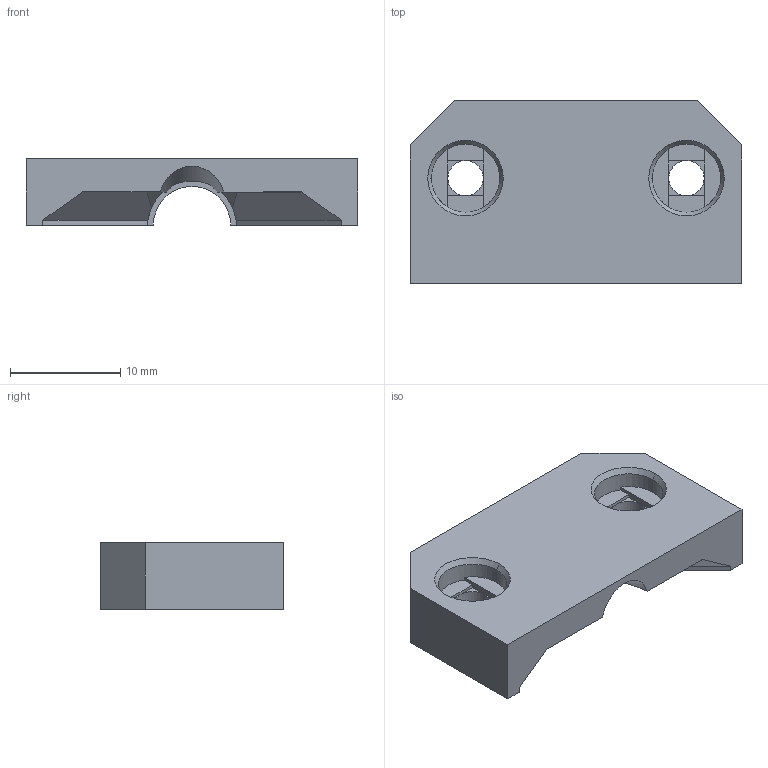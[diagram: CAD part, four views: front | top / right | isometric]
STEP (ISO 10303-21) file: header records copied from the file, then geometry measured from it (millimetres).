
FILE_DESCRIPTION (( 'STEP AP214' ), '1' );
FILE_NAME ('heatbed-cable-cover bottom.STEP', '2018-01-14T20:01:11', ( '' ), ( '' ), 'SwSTEP 2.0', 'SolidWorks 2017', '' );
FILE_SCHEMA (( 'AUTOMOTIVE_DESIGN' ));
Length unit declared in the file: inch
Products named in the file (1): heatbed-cable-cover bottom
Bounding box: 30 x 16.5 x 6 mm (x, y, z)
Volume: 2064.8 mm3; surface area: 1618 mm2
Topology: 1 solids, 1 shells, 67 faces, 179 edges, 114 vertices
Faces by surface type: plane 48, cylinder 15, cone 4
Entity records: 2129 total; most frequent: CARTESIAN_POINT 401, ORIENTED_EDGE 358, DIRECTION 350, EDGE_CURVE 179, VECTOR 124, LINE 124, VERTEX_POINT 114, AXIS2_PLACEMENT_3D 113
